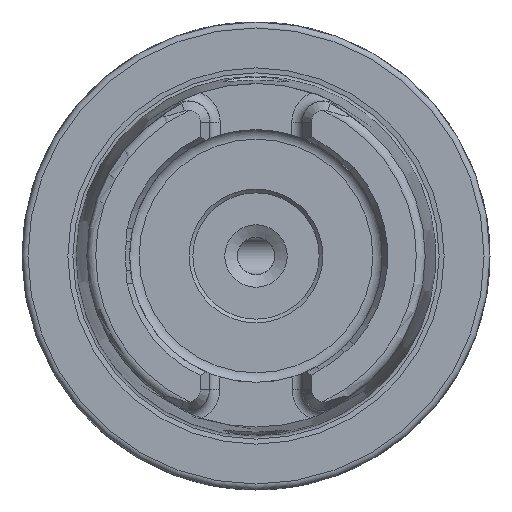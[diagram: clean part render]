
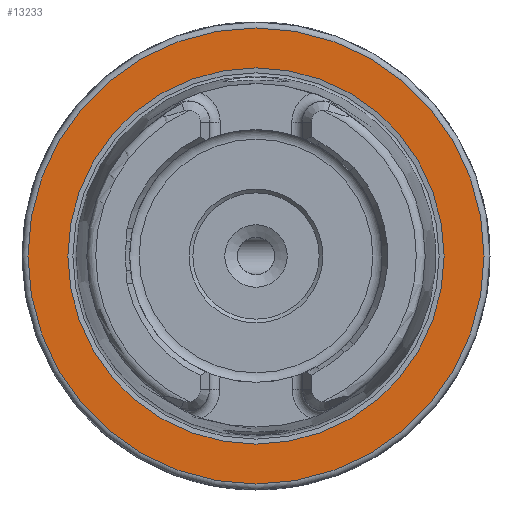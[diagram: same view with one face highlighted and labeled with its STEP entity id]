
A CAD part, left-side view. The second image highlights one B-rep face of the part: STEP entity #13233.
In plain terms, the highlighted planar face has unit normal (-1, 0, 0).
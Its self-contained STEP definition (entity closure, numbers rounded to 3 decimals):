
#602 = DIRECTION ( 'NONE',  ( -1., 0., 0. ) ) ;
#2807 = DIRECTION ( 'NONE',  ( 0., 0., 1. ) ) ;
#3157 = FACE_BOUND ( 'NONE', #8337, .T. ) ;
#4009 = DIRECTION ( 'NONE',  ( -1., 0., 0. ) ) ;
#4692 = EDGE_LOOP ( 'NONE', ( #5746 ) ) ;
#4701 = VERTEX_POINT ( 'NONE', #4961 ) ;
#4961 = CARTESIAN_POINT ( 'NONE',  ( 0., 0., 25.324 ) ) ;
#5145 = PLANE ( 'NONE',  #14224 ) ;
#5170 = CARTESIAN_POINT ( 'NONE',  ( 0., 0., 0. ) ) ;
#5746 = ORIENTED_EDGE ( 'NONE', *, *, #8940, .T. ) ;
#7221 = CIRCLE ( 'NONE', #8779, 25.324 ) ;
#8138 = CIRCLE ( 'NONE', #10530, 30.7 ) ;
#8224 = VERTEX_POINT ( 'NONE', #14010 ) ;
#8337 = EDGE_LOOP ( 'NONE', ( #8710 ) ) ;
#8710 = ORIENTED_EDGE ( 'NONE', *, *, #12420, .F. ) ;
#8779 = AXIS2_PLACEMENT_3D ( 'NONE', #12745, #602, #2807 ) ;
#8940 = EDGE_CURVE ( 'NONE', #8224, #8224, #8138, .T. ) ;
#9831 = DIRECTION ( 'NONE',  ( 1., 0., 0. ) ) ;
#10530 = AXIS2_PLACEMENT_3D ( 'NONE', #5170, #4009, #12810 ) ;
#11059 = FACE_OUTER_BOUND ( 'NONE', #4692, .T. ) ;
#12420 = EDGE_CURVE ( 'NONE', #4701, #4701, #7221, .T. ) ;
#12745 = CARTESIAN_POINT ( 'NONE',  ( 0., 0., 0. ) ) ;
#12783 = CARTESIAN_POINT ( 'NONE',  ( 0., 30.7, 0. ) ) ;
#12810 = DIRECTION ( 'NONE',  ( 0., 0., 1. ) ) ;
#13233 = ADVANCED_FACE ( 'NONE', ( #3157, #11059 ), #5145, .F. ) ;
#14010 = CARTESIAN_POINT ( 'NONE',  ( 0., 0., 30.7 ) ) ;
#14211 = DIRECTION ( 'NONE',  ( 0., 0., -1. ) ) ;
#14224 = AXIS2_PLACEMENT_3D ( 'NONE', #12783, #9831, #14211 ) ;
